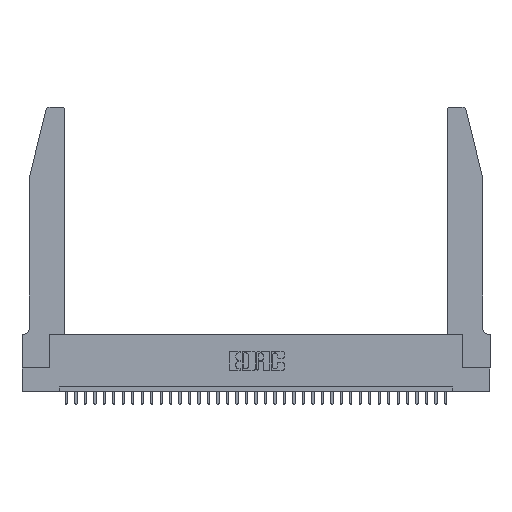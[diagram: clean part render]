
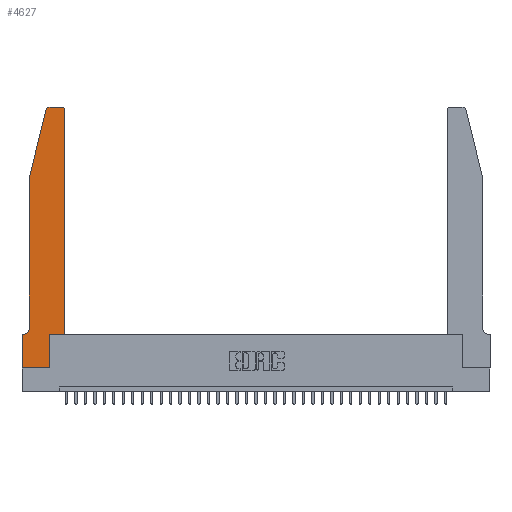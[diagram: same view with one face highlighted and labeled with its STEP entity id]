
A CAD part, top view. The second image highlights one B-rep face of the part: STEP entity #4627.
In plain terms, the highlighted planar face has unit normal (0, 0, 1).
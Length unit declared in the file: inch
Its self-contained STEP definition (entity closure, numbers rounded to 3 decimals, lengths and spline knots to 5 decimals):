
#197 = AXIS2_PLACEMENT_3D ( 'NONE', #27860, #263, #25173 ) ;
#220 = ORIENTED_EDGE ( 'NONE', *, *, #19850, .T. ) ;
#263 = DIRECTION ( 'NONE',  ( 0., 0., -1. ) ) ;
#826 = DIRECTION ( 'NONE',  ( 0., -1., 0. ) ) ;
#1290 = DIRECTION ( 'NONE',  ( 1., 0., 0. ) ) ;
#1525 = CARTESIAN_POINT ( 'NONE',  ( 0.2865, 0.35, 0.37 ) ) ;
#1622 = VERTEX_POINT ( 'NONE', #21801 ) ;
#2403 = LINE ( 'NONE', #20703, #21785 ) ;
#2612 = EDGE_CURVE ( 'NONE', #5974, #18247, #32534, .T. ) ;
#3278 = VERTEX_POINT ( 'NONE', #14648 ) ;
#3614 = ORIENTED_EDGE ( 'NONE', *, *, #33313, .T. ) ;
#3975 = VERTEX_POINT ( 'NONE', #4021 ) ;
#4021 = CARTESIAN_POINT ( 'NONE',  ( 0.284, 2.75, 0.37 ) ) ;
#4399 = EDGE_CURVE ( 'NONE', #30246, #14071, #6040, .T. ) ;
#4558 = CARTESIAN_POINT ( 'NONE',  ( 0.0755, 0.42, 0.37 ) ) ;
#4627 = ADVANCED_FACE ( 'NONE', ( #15112 ), #17425, .T. ) ;
#5060 = CARTESIAN_POINT ( 'NONE',  ( 0.4205, 2.72, 0.37 ) ) ;
#5353 = EDGE_CURVE ( 'NONE', #24311, #30246, #29286, .T. ) ;
#5974 = VERTEX_POINT ( 'NONE', #12032 ) ;
#6040 = LINE ( 'NONE', #26865, #15995 ) ;
#6194 = CARTESIAN_POINT ( 'NONE',  ( 0.0755, 2., 0.37 ) ) ;
#7132 = DIRECTION ( 'NONE',  ( 0., 1., 0. ) ) ;
#7412 = AXIS2_PLACEMENT_3D ( 'NONE', #5060, #32678, #32438 ) ;
#8976 = VERTEX_POINT ( 'NONE', #4558 ) ;
#8994 = ORIENTED_EDGE ( 'NONE', *, *, #27552, .T. ) ;
#9247 = DIRECTION ( 'NONE',  ( 0., 0., 1. ) ) ;
#10746 = VECTOR ( 'NONE', #22426, 39.37008 ) ;
#11084 = DIRECTION ( 'NONE',  ( 0., 1., 0. ) ) ;
#11715 = CIRCLE ( 'NONE', #34397, 0.03 ) ;
#12032 = CARTESIAN_POINT ( 'NONE',  ( 0.4505, 0.35, 0.37 ) ) ;
#12238 = DIRECTION ( 'NONE',  ( 0., 0., 1. ) ) ;
#12516 = CARTESIAN_POINT ( 'NONE',  ( 0.4505, 0.35, 0.37 ) ) ;
#12759 = DIRECTION ( 'NONE',  ( 1., 0., 0. ) ) ;
#13681 = ORIENTED_EDGE ( 'NONE', *, *, #30158, .T. ) ;
#13861 = VERTEX_POINT ( 'NONE', #1525 ) ;
#14036 = EDGE_CURVE ( 'NONE', #14071, #3278, #2403, .T. ) ;
#14071 = VERTEX_POINT ( 'NONE', #20444 ) ;
#14192 = EDGE_CURVE ( 'NONE', #17958, #8976, #20036, .T. ) ;
#14648 = CARTESIAN_POINT ( 'NONE',  ( 0.2865, 0., 0.37 ) ) ;
#15112 = FACE_OUTER_BOUND ( 'NONE', #33382, .T. ) ;
#15995 = VECTOR ( 'NONE', #19165, 39.37008 ) ;
#16046 = CARTESIAN_POINT ( 'NONE',  ( 0.0755, 2., 0.37 ) ) ;
#17106 = CARTESIAN_POINT ( 'NONE',  ( 0.0755, 2., 0.37 ) ) ;
#17425 = PLANE ( 'NONE',  #19633 ) ;
#17553 = DIRECTION ( 'NONE',  ( 1., 0., 0. ) ) ;
#17916 = CARTESIAN_POINT ( 'NONE',  ( 0.4505, 2.72, 0.37 ) ) ;
#17958 = VERTEX_POINT ( 'NONE', #16046 ) ;
#18076 = LINE ( 'NONE', #6194, #10746 ) ;
#18247 = VERTEX_POINT ( 'NONE', #17916 ) ;
#19165 = DIRECTION ( 'NONE',  ( 0., -1., 0. ) ) ;
#19334 = ORIENTED_EDGE ( 'NONE', *, *, #4399, .T. ) ;
#19633 = AXIS2_PLACEMENT_3D ( 'NONE', #23433, #9247, #17553 ) ;
#19850 = EDGE_CURVE ( 'NONE', #18247, #1622, #33930, .T. ) ;
#19974 = CARTESIAN_POINT ( 'NONE',  ( 0.0755, 0.35, 0.37 ) ) ;
#20036 = LINE ( 'NONE', #17106, #23486 ) ;
#20416 = ORIENTED_EDGE ( 'NONE', *, *, #25267, .T. ) ;
#20444 = CARTESIAN_POINT ( 'NONE',  ( 0., 0., 0.37 ) ) ;
#20703 = CARTESIAN_POINT ( 'NONE',  ( 0., 0., 0.37 ) ) ;
#21785 = VECTOR ( 'NONE', #34598, 39.37008 ) ;
#21801 = CARTESIAN_POINT ( 'NONE',  ( 0.4205, 2.75, 0.37 ) ) ;
#22195 = ORIENTED_EDGE ( 'NONE', *, *, #5353, .T. ) ;
#22426 = DIRECTION ( 'NONE',  ( -0.239, -0.971, 0. ) ) ;
#23433 = CARTESIAN_POINT ( 'NONE',  ( 0., 0.35, 0.37 ) ) ;
#23486 = VECTOR ( 'NONE', #826, 39.37008 ) ;
#23746 = CARTESIAN_POINT ( 'NONE',  ( 0.4505, 0.35, 0.37 ) ) ;
#24311 = VERTEX_POINT ( 'NONE', #34794 ) ;
#25173 = DIRECTION ( 'NONE',  ( -1., 0., 0. ) ) ;
#25267 = EDGE_CURVE ( 'NONE', #3975, #25786, #11715, .T. ) ;
#25467 = DIRECTION ( 'NONE',  ( -1., 0., 0. ) ) ;
#25514 = CARTESIAN_POINT ( 'NONE',  ( 0.2605, 2.75, 0.37 ) ) ;
#25753 = LINE ( 'NONE', #12516, #30522 ) ;
#25786 = VERTEX_POINT ( 'NONE', #33225 ) ;
#25903 = CIRCLE ( 'NONE', #197, 0.07 ) ;
#26792 = ORIENTED_EDGE ( 'NONE', *, *, #32283, .T. ) ;
#26827 = VECTOR ( 'NONE', #7132, 39.37008 ) ;
#26865 = CARTESIAN_POINT ( 'NONE',  ( 0., 0., 0.37 ) ) ;
#26966 = ORIENTED_EDGE ( 'NONE', *, *, #14036, .T. ) ;
#27440 = VECTOR ( 'NONE', #11084, 39.37008 ) ;
#27552 = EDGE_CURVE ( 'NONE', #1622, #3975, #27957, .T. ) ;
#27860 = CARTESIAN_POINT ( 'NONE',  ( 0.0055, 0.42, 0.37 ) ) ;
#27957 = LINE ( 'NONE', #25514, #34061 ) ;
#28011 = EDGE_CURVE ( 'NONE', #13861, #5974, #25753, .T. ) ;
#29286 = LINE ( 'NONE', #19974, #32803 ) ;
#30158 = EDGE_CURVE ( 'NONE', #8976, #24311, #25903, .T. ) ;
#30246 = VERTEX_POINT ( 'NONE', #33965 ) ;
#30522 = VECTOR ( 'NONE', #12759, 39.37008 ) ;
#31042 = CARTESIAN_POINT ( 'NONE',  ( 0.284, 2.72, 0.37 ) ) ;
#32283 = EDGE_CURVE ( 'NONE', #25786, #17958, #18076, .T. ) ;
#32438 = DIRECTION ( 'NONE',  ( 1., 0., 0. ) ) ;
#32534 = LINE ( 'NONE', #23746, #26827 ) ;
#32678 = DIRECTION ( 'NONE',  ( 0., 0., 1. ) ) ;
#32803 = VECTOR ( 'NONE', #25467, 39.37008 ) ;
#33111 = ORIENTED_EDGE ( 'NONE', *, *, #14192, .T. ) ;
#33225 = CARTESIAN_POINT ( 'NONE',  ( 0.25487, 2.72718, 0.37 ) ) ;
#33313 = EDGE_CURVE ( 'NONE', #3278, #13861, #34879, .T. ) ;
#33382 = EDGE_LOOP ( 'NONE', ( #8994, #20416, #26792, #33111, #13681, #22195, #19334, #26966, #3614, #34006, #34475, #220 ) ) ;
#33639 = CARTESIAN_POINT ( 'NONE',  ( 0.2865, 0.35, 0.37 ) ) ;
#33930 = CIRCLE ( 'NONE', #7412, 0.03 ) ;
#33965 = CARTESIAN_POINT ( 'NONE',  ( 0., 0.35, 0.37 ) ) ;
#34006 = ORIENTED_EDGE ( 'NONE', *, *, #28011, .T. ) ;
#34061 = VECTOR ( 'NONE', #34303, 39.37008 ) ;
#34303 = DIRECTION ( 'NONE',  ( -1., 0., 0. ) ) ;
#34397 = AXIS2_PLACEMENT_3D ( 'NONE', #31042, #12238, #1290 ) ;
#34475 = ORIENTED_EDGE ( 'NONE', *, *, #2612, .T. ) ;
#34598 = DIRECTION ( 'NONE',  ( 1., 0., 0. ) ) ;
#34794 = CARTESIAN_POINT ( 'NONE',  ( 0.0055, 0.35, 0.37 ) ) ;
#34879 = LINE ( 'NONE', #33639, #27440 ) ;
